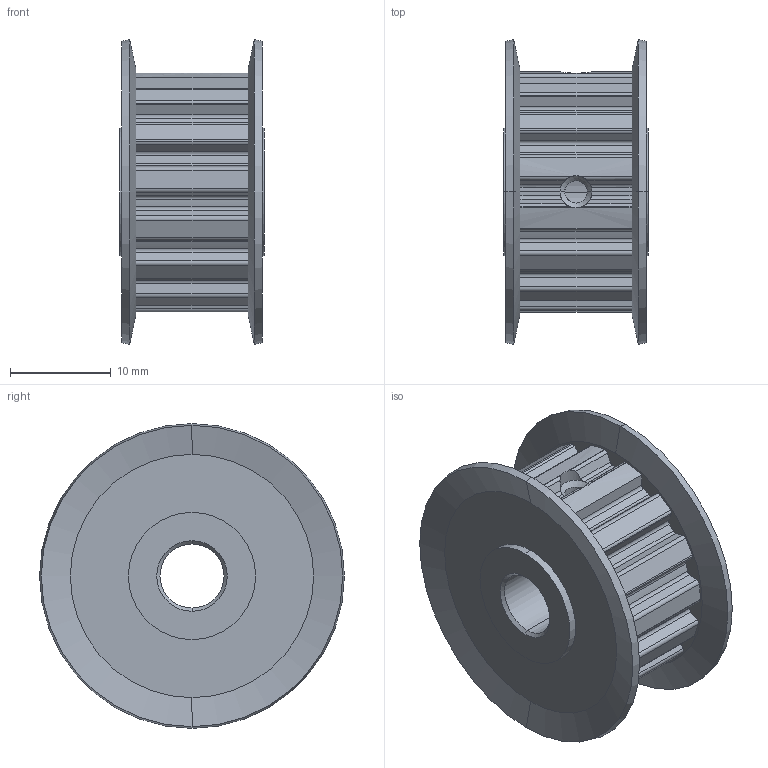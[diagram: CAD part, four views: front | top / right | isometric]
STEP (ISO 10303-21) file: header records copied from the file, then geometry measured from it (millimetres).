
FILE_DESCRIPTION (( 'STEP AP214' ), '1' );
FILE_NAME ('APB15XL037AF-250.step', '2015-04-08T21:03:38', ( '' ), ( '' ), 'SwSTEP 2.0', 'SolidWorks 2014', '' );
FILE_SCHEMA (( 'AUTOMOTIVE_DESIGN' ));
Length unit declared in the file: inch
Products named in the file (1): APB15XL037AF-250
Bounding box: 14.3 x 30.18 x 30.18 mm (x, y, z)
Volume: 5292.1 mm3; surface area: 3644.1 mm2
Topology: 1 solids, 1 shells, 188 faces, 534 edges, 349 vertices
Faces by surface type: cylinder 116, plane 52, cone 20
Entity records: 6342 total; most frequent: CARTESIAN_POINT 1286, DIRECTION 1090, ORIENTED_EDGE 1068, EDGE_CURVE 534, AXIS2_PLACEMENT_3D 411, VERTEX_POINT 349, VECTOR 268, LINE 268
